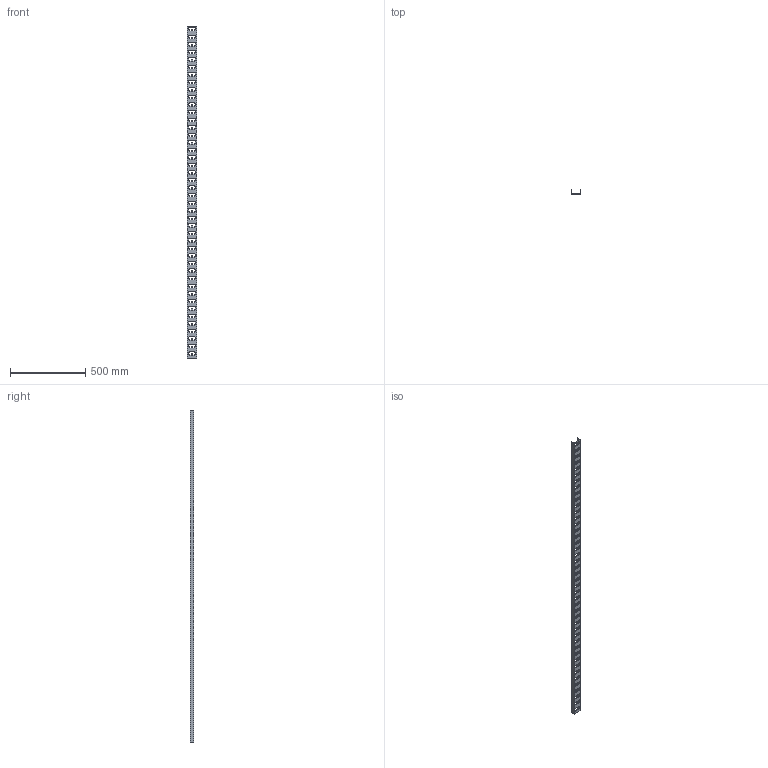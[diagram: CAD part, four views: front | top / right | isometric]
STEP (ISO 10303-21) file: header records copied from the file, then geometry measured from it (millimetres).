
FILE_DESCRIPTION(/* description */ (''),/* implementation_level */ '2;1');
FILE_NAME(/* name */ 'K1155 L2200-2.5.ipt.stp',/* time_stamp */ '2023-05-17T11:59:22+03:00',/* author */ ('Man88'),/* organization */ (''),/* preprocessor_version */ 'ST-DEVELOPER v19.2',/* originating_system */ 'Autodesk Inventor 2023',/* authorisation */ '');
FILE_SCHEMA (('AUTOMOTIVE_DESIGN { 1 0 10303 214 3 1 1 }'));
Length unit declared in the file: millimetre
Products named in the file (1): Стойка кабельная 
L2200
Bounding box: 60 x 26 x 2200 mm (x, y, z)
Volume: 504058 mm3; surface area: 430290.3 mm2
Topology: 1 solids, 1 shells, 1074 faces, 3216 edges, 2144 vertices
Faces by surface type: plane 546, cylinder 528
Entity records: 37749 total; most frequent: CARTESIAN_POINT 6435, ORIENTED_EDGE 6432, DIRECTION 6422, EDGE_CURVE 3216, LINE 2160, VECTOR 2160, VERTEX_POINT 2144, AXIS2_PLACEMENT_3D 2131
